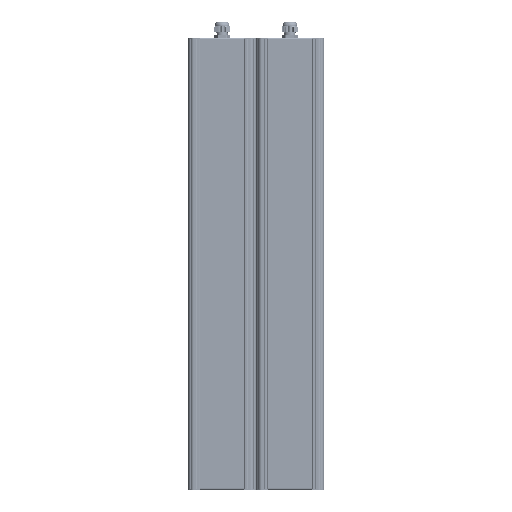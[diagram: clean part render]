
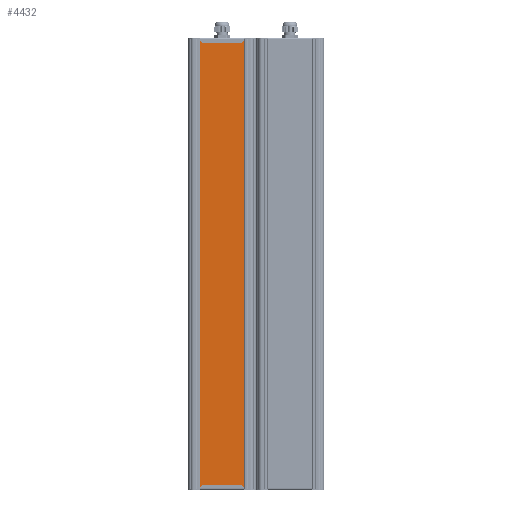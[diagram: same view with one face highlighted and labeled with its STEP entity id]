
A CAD part, front view. The second image highlights one B-rep face of the part: STEP entity #4432.
In plain terms, the highlighted face is planar.
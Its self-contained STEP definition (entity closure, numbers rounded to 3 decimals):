
#4432=ADVANCED_FACE('',(#14807),#14809,.T.);
#14807=FACE_BOUND('',#14808,.T.);
#14808=EDGE_LOOP('',(#31182,#31183,#31184,#31185));
#14809=PLANE('',#14810);
#14810=AXIS2_PLACEMENT_3D('',#14811,#14812,#14813);
#14811=CARTESIAN_POINT('',(120.465,593.492,117.308));
#14812=DIRECTION('',(0.,0.,-1.));
#14813=DIRECTION('',(0.,1.,0.));
#31182=ORIENTED_EDGE('',*,*,#40536,.T.);
#31183=ORIENTED_EDGE('',*,*,#40538,.F.);
#31184=ORIENTED_EDGE('',*,*,#40539,.F.);
#31185=ORIENTED_EDGE('',*,*,#40540,.T.);
#40536=EDGE_CURVE('',#47548,#47546,#47549,.T.);
#40538=EDGE_CURVE('',#47551,#47546,#47552,.T.);
#40539=EDGE_CURVE('',#47553,#47551,#47554,.T.);
#40540=EDGE_CURVE('',#47553,#47548,#47555,.T.);
#47546=VERTEX_POINT('',#68686);
#47548=VERTEX_POINT('',#68690);
#47549=LINE('',#68691,#68692);
#47551=VERTEX_POINT('',#68697);
#47552=LINE('',#68698,#68699);
#47553=VERTEX_POINT('',#68701);
#47554=LINE('',#68702,#68703);
#47555=LINE('',#68705,#68706);
#68686=CARTESIAN_POINT('',(641.465,679.838,117.308));
#68690=CARTESIAN_POINT('',(-104.535,679.838,117.308));
#68691=CARTESIAN_POINT('',(-104.535,679.838,117.308));
#68692=VECTOR('',#68693,1.);
#68693=DIRECTION('',(1.,0.,0.));
#68697=CARTESIAN_POINT('',(641.465,593.492,117.308));
#68698=CARTESIAN_POINT('',(641.465,593.492,117.308));
#68699=VECTOR('',#68700,1.);
#68700=DIRECTION('',(0.,1.,0.));
#68701=CARTESIAN_POINT('',(-104.535,593.492,117.308));
#68702=CARTESIAN_POINT('',(-104.535,593.492,117.308));
#68703=VECTOR('',#68704,1.);
#68704=DIRECTION('',(1.,0.,0.));
#68705=CARTESIAN_POINT('',(-104.535,593.492,117.308));
#68706=VECTOR('',#68707,1.);
#68707=DIRECTION('',(0.,1.,0.));
